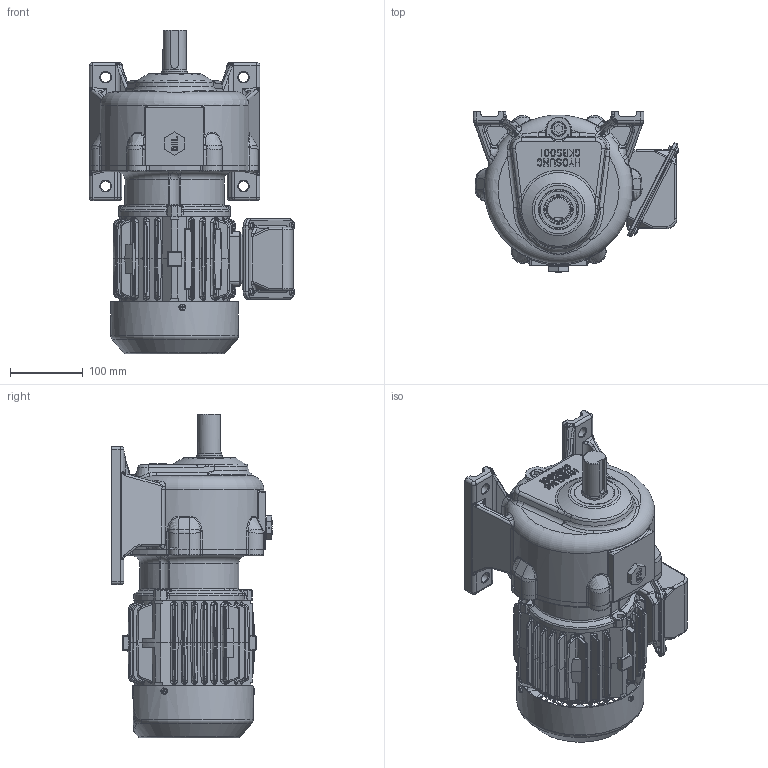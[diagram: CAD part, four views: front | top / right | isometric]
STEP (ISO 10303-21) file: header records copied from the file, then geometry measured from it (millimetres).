
FILE_DESCRIPTION(/* description */ ('Unknown'),/* implementation_level */ '2;1');
FILE_NAME(/* name */ 'EK2DO7104H001_RPH_0.75KW_R75_CUSTOMER',/* time_stamp */ '2019-08-02T16:32:14+09:00',/* author */ ('Unknown'),/* organization */ ('Unknown'),/* preprocessor_version */ 'ST-DEVELOPER v16.7',/* originating_system */ 'DEX',/* authorisation */ $);
FILE_SCHEMA (('AUTOMOTIVE_DESIGN {1 0 10303 214 3 1 1}'));
Length unit declared in the file: millimetre
Products named in the file (20): EK2DO7104H001_RPH_0.75KW_R75_CUSTOMER; DKA0100585_DGKBS001_Casing_mbs_CUSTOMER; DKA0700290_DGKDS005; DKA0800181_DGKBS160_CUSTOMER; 4-2 FR.80M_ROUND_CUSTOMER; 1-2 FR.80M_ROUND_DMA0300844; 2-1 �ݺ��� �����+��켓+후드+볼트; DSMW10382_饶3; M5x8_饶靛; 3-1 FR.80~90 繹っ 欽; DMA0700233; DMA120011(橇饭烙啊勱皜鞀れ紦); DMA1200110(´ÜÀÚ¹Ú½º•ìŠ¤ê°€ìŠ¤ì¼“); DMA0700372; ~FR.132 炼赋杭飘柬姼_旎る矂; Oil Seal(35x55x11); Oil Seal(35x55x11)胶橇; Socket Plug Conical Hole Thread R 1-2 DIN 906(Screw Plug Conical Hole
 Thread R 1-2 DIN 906); 1in BSP Tank Plug_5530
Assembly tree (24 placements, depth 4):
  EK2DO7104H001_RPH_0.75KW_R75_CUSTOMER
    DKA0100585_DGKBS001_Casing_mbs_CUSTOMER
    DKA0700290_DGKDS005
    DKA0800181_DGKBS160_CUSTOMER
    4-2 FR.80M_ROUND_CUSTOMER
      1-2 FR.80M_ROUND_DMA0300844
      2-1 �ݺ��� �����+��켓+후드+볼트
        DSMW10382_饶3
        M5x8_饶靛  x3
      3-1 FR.80~90 繹っ 欽
        DMA0700233
        DMA120011(橇饭烙啊勱皜鞀れ紦)
        DMA1200110(´ÜÀÚ¹Ú½º•ìŠ¤ê°€ìŠ¤ì¼“)
        DMA0700372
        ~FR.132 炼赋杭飘柬姼_旎る矂  x4
    Oil Seal(35x55x11)
      Oil Seal(35x55x11)
      Oil Seal(35x55x11)胶橇
    Socket Plug Conical Hole Thread R 1-2 DIN 906(Screw Plug Conical Hole
 Thread R 1-2 DIN 906)
    1in BSP Tank Plug_5530
Bounding box: 282.96 x 221.75 x 446.5 mm (x, y, z)
Volume: 8826937.1 mm3; surface area: 720577.9 mm2
Topology: 20 solids, 20 shells, 3442 faces, 8882 edges, 5471 vertices
Faces by surface type: cylinder 1233, plane 1188, bspline 725, torus 158, cone 90, sphere 48
Full cylindrical faces by diameter (mm): 1.5 x1, 4.917 x8, 5 x3, 6 x9, 6.647 x12, 7 x8, 8 x4, 8.376 x12, 9 x7, 9.5 x3, 10.5 x4, 14 x4, 15.806 x1, 18 x1, 20 x2, 26 x1, 32 x1, 35 x2, 39.2 x1, 40 x1, 42 x1, 45 x1, 51.5 x1, 55 x2, 147 x2
Entity records: 112736 total; most frequent: CARTESIAN_POINT 35319, ORIENTED_EDGE 16512, DIRECTION 15300, EDGE_CURVE 8256, AXIS2_PLACEMENT_3D 5816, VERTEX_POINT 5196, FACE_BOUND 3854, EDGE_LOOP 3836
